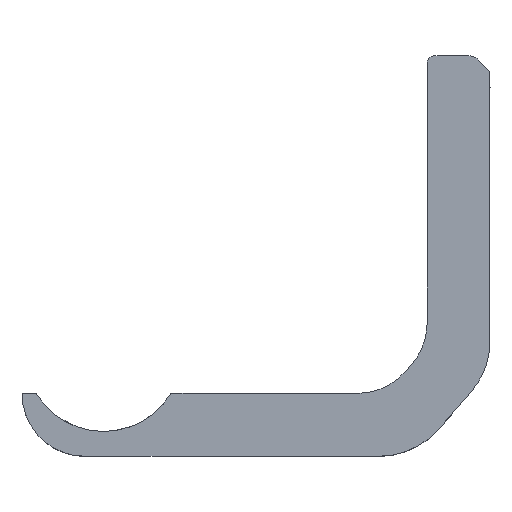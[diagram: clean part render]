
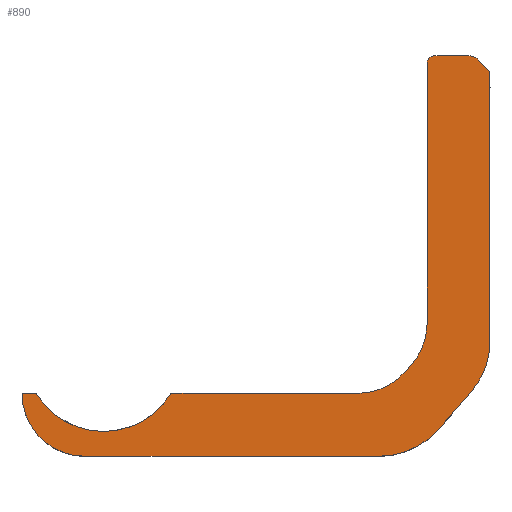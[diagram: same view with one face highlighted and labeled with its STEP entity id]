
A CAD part, top view. The second image highlights one B-rep face of the part: STEP entity #890.
In plain terms, the highlighted planar face has unit normal (0, 0, 1).
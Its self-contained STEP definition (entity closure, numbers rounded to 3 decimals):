
#157=CARTESIAN_POINT('',(41.906,39.,15.));
#158=DIRECTION('',(0.,0.,1.));
#159=DIRECTION('',(0.,1.,0.));
#160=AXIS2_PLACEMENT_3D('',#157,#158,#159);
#162=CARTESIAN_POINT('',(46.077,38.,15.));
#163=DIRECTION('',(0.,0.,1.));
#164=DIRECTION('',(0.707,0.707,0.));
#165=AXIS2_PLACEMENT_3D('',#162,#163,#164);
#167=DIRECTION('',(-0.707,0.707,0.));
#168=VECTOR('',#167,2.);
#169=CARTESIAN_POINT('',(48.906,38.,15.));
#170=LINE('',#169,#168);
#171=DIRECTION('',(0.,1.,0.));
#172=VECTOR('',#171,34.264);
#173=CARTESIAN_POINT('',(48.906,3.736,15.));
#174=LINE('',#173,#172);
#175=CARTESIAN_POINT('',(38.906,3.736,15.));
#176=DIRECTION('',(0.,0.,1.));
#177=DIRECTION('',(0.755,-0.656,0.));
#178=AXIS2_PLACEMENT_3D('',#175,#176,#177);
#180=DIRECTION('',(0.656,0.755,0.));
#181=VECTOR('',#180,6.217);
#182=CARTESIAN_POINT('',(42.38,-7.515,15.));
#183=LINE('',#182,#181);
#184=CARTESIAN_POINT('',(34.83,-0.958,15.));
#185=DIRECTION('',(0.,0.,1.));
#186=DIRECTION('',(0.,-1.,0.));
#187=AXIS2_PLACEMENT_3D('',#184,#185,#186);
#189=DIRECTION('',(1.,0.,0.));
#190=VECTOR('',#189,37.44);
#191=CARTESIAN_POINT('',(-2.61,-10.958,15.));
#192=LINE('',#191,#190);
#193=CARTESIAN_POINT('',(-2.61,-2.958,15.));
#194=DIRECTION('',(0.,0.,1.));
#195=DIRECTION('',(-1.,0.,0.));
#196=AXIS2_PLACEMENT_3D('',#193,#194,#195);
#198=DIRECTION('',(1.,0.,0.));
#199=VECTOR('',#198,1.798);
#200=CARTESIAN_POINT('',(-10.61,-2.958,15.));
#201=LINE('',#200,#199);
#202=CARTESIAN_POINT('',(-0.24,2.192,15.));
#203=DIRECTION('',(0.,0.,-1.));
#204=DIRECTION('',(0.857,-0.515,0.));
#205=AXIS2_PLACEMENT_3D('',#202,#203,#204);
#207=DIRECTION('',(1.,0.,0.));
#208=VECTOR('',#207,23.761);
#209=CARTESIAN_POINT('',(8.332,-2.958,15.));
#210=LINE('',#209,#208);
#211=DIRECTION('',(0.656,0.755,0.));
#212=VECTOR('',#211,1.239);
#213=CARTESIAN_POINT('',(38.134,-0.204,15.));
#214=LINE('',#213,#212);
#215=DIRECTION('',(0.,1.,0.));
#216=VECTOR('',#215,33.023);
#217=CARTESIAN_POINT('',(40.906,5.977,15.));
#218=LINE('',#217,#216);
#246=CARTESIAN_POINT('',(32.906,5.977,15.));
#247=DIRECTION('',(0.,0.,-1.));
#248=DIRECTION('',(1.,0.,0.));
#249=AXIS2_PLACEMENT_3D('',#246,#247,#248);
#278=CARTESIAN_POINT('',(32.093,5.042,15.));
#279=DIRECTION('',(0.,0.,-1.));
#280=DIRECTION('',(0.755,-0.656,0.));
#281=AXIS2_PLACEMENT_3D('',#278,#279,#280);
#420=DIRECTION('',(-1.,0.,0.));
#421=VECTOR('',#420,4.172);
#422=CARTESIAN_POINT('',(46.077,40.,15.));
#423=LINE('',#422,#421);
#496=CARTESIAN_POINT('',(8.332,-2.958,15.));
#497=CARTESIAN_POINT('',(-8.812,-2.958,15.));
#498=VERTEX_POINT('',#496);
#499=VERTEX_POINT('',#497);
#504=CARTESIAN_POINT('',(38.134,-0.204,15.));
#505=CARTESIAN_POINT('',(38.946,0.732,15.));
#506=VERTEX_POINT('',#504);
#507=VERTEX_POINT('',#505);
#508=CARTESIAN_POINT('',(32.093,-2.958,15.));
#509=VERTEX_POINT('',#508);
#510=CARTESIAN_POINT('',(40.906,5.977,15.));
#511=VERTEX_POINT('',#510);
#512=CARTESIAN_POINT('',(46.456,-2.821,15.));
#513=CARTESIAN_POINT('',(48.906,3.736,15.));
#514=VERTEX_POINT('',#512);
#515=VERTEX_POINT('',#513);
#516=CARTESIAN_POINT('',(34.83,-10.958,15.));
#517=CARTESIAN_POINT('',(42.38,-7.515,15.));
#518=VERTEX_POINT('',#516);
#519=VERTEX_POINT('',#517);
#522=CARTESIAN_POINT('',(-10.61,-2.958,15.));
#523=CARTESIAN_POINT('',(-2.61,-10.958,15.));
#524=VERTEX_POINT('',#522);
#525=VERTEX_POINT('',#523);
#544=CARTESIAN_POINT('',(48.906,38.,15.));
#545=VERTEX_POINT('',#544);
#578=CARTESIAN_POINT('',(47.492,39.414,15.));
#579=CARTESIAN_POINT('',(46.077,40.,15.));
#580=VERTEX_POINT('',#578);
#581=VERTEX_POINT('',#579);
#582=CARTESIAN_POINT('',(41.906,40.,15.));
#583=CARTESIAN_POINT('',(40.906,39.,15.));
#584=VERTEX_POINT('',#582);
#585=VERTEX_POINT('',#583);
#851=CARTESIAN_POINT('',(44.906,20.747,15.));
#852=DIRECTION('',(0.,0.,-1.));
#853=DIRECTION('',(0.,1.,0.));
#854=AXIS2_PLACEMENT_3D('',#851,#852,#853);
#855=PLANE('',#854);
#857=ORIENTED_EDGE('',*,*,#856,.F.);
#859=ORIENTED_EDGE('',*,*,#858,.F.);
#861=ORIENTED_EDGE('',*,*,#860,.F.);
#863=ORIENTED_EDGE('',*,*,#862,.F.);
#865=ORIENTED_EDGE('',*,*,#864,.F.);
#867=ORIENTED_EDGE('',*,*,#866,.F.);
#869=ORIENTED_EDGE('',*,*,#868,.F.);
#870=ORIENTED_EDGE('',*,*,#844,.F.);
#871=ORIENTED_EDGE('',*,*,#627,.F.);
#873=ORIENTED_EDGE('',*,*,#872,.F.);
#875=ORIENTED_EDGE('',*,*,#874,.T.);
#877=ORIENTED_EDGE('',*,*,#876,.F.);
#879=ORIENTED_EDGE('',*,*,#878,.T.);
#881=ORIENTED_EDGE('',*,*,#880,.F.);
#883=ORIENTED_EDGE('',*,*,#882,.T.);
#885=ORIENTED_EDGE('',*,*,#884,.F.);
#887=ORIENTED_EDGE('',*,*,#886,.T.);
#888=EDGE_LOOP('',(#857,#859,#861,#863,#865,#867,#869,#870,#871,#873,#875,#877,
#879,#881,#883,#885,#887));
#889=FACE_OUTER_BOUND('',#888,.F.);
#890=ADVANCED_FACE('',(#889),#855,.F.);
#161=CIRCLE('',#160,1.);
#166=CIRCLE('',#165,2.);
#179=CIRCLE('',#178,10.);
#188=CIRCLE('',#187,10.);
#197=CIRCLE('',#196,8.);
#206=CIRCLE('',#205,10.);
#250=CIRCLE('',#249,8.);
#282=CIRCLE('',#281,8.);
#627=EDGE_CURVE('',#525,#518,#192,.T.);
#844=EDGE_CURVE('',#518,#519,#188,.T.);
#856=EDGE_CURVE('',#584,#585,#161,.T.);
#858=EDGE_CURVE('',#581,#584,#423,.T.);
#860=EDGE_CURVE('',#580,#581,#166,.T.);
#862=EDGE_CURVE('',#545,#580,#170,.T.);
#864=EDGE_CURVE('',#515,#545,#174,.T.);
#866=EDGE_CURVE('',#514,#515,#179,.T.);
#868=EDGE_CURVE('',#519,#514,#183,.T.);
#872=EDGE_CURVE('',#524,#525,#197,.T.);
#874=EDGE_CURVE('',#524,#499,#201,.T.);
#876=EDGE_CURVE('',#498,#499,#206,.T.);
#878=EDGE_CURVE('',#498,#509,#210,.T.);
#880=EDGE_CURVE('',#506,#509,#282,.T.);
#882=EDGE_CURVE('',#506,#507,#214,.T.);
#884=EDGE_CURVE('',#511,#507,#250,.T.);
#886=EDGE_CURVE('',#511,#585,#218,.T.);
